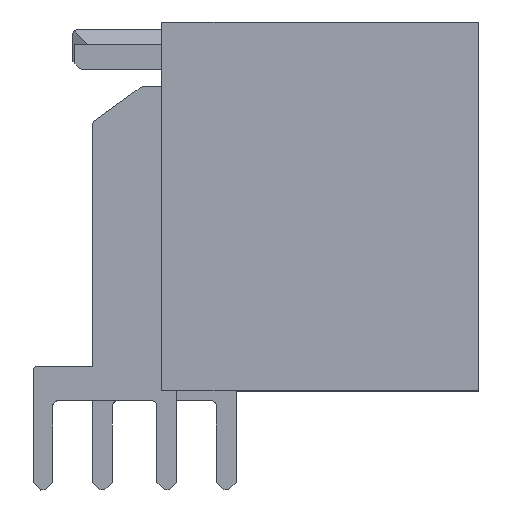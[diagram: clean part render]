
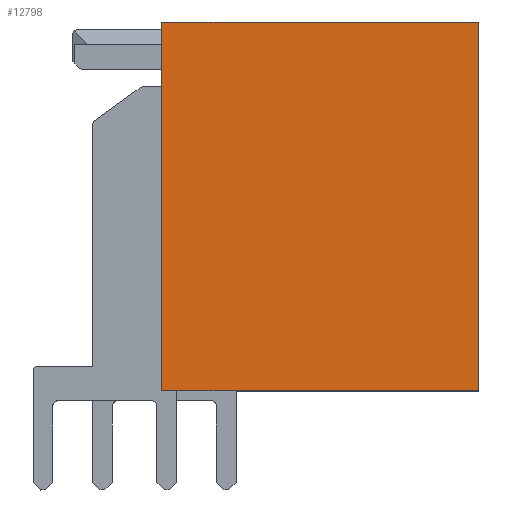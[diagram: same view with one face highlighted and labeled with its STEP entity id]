
A CAD part, front view. The second image highlights one B-rep face of the part: STEP entity #12798.
In plain terms, the highlighted planar face has unit normal (0, -1, 0).
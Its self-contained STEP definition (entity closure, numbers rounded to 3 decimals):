
#1225=ORIENTED_EDGE('',*,*,#4836,.F.);
#1226=ORIENTED_EDGE('',*,*,#4603,.F.);
#1227=ORIENTED_EDGE('',*,*,#4837,.F.);
#1228=ORIENTED_EDGE('',*,*,#4838,.F.);
#4603=EDGE_CURVE('',#6424,#6425,#7720,.T.);
#4836=EDGE_CURVE('',#6425,#6582,#7953,.T.);
#4837=EDGE_CURVE('',#6583,#6424,#7954,.T.);
#4838=EDGE_CURVE('',#6582,#6583,#7955,.T.);
#6424=VERTEX_POINT('',#18638);
#6425=VERTEX_POINT('',#18640);
#6582=VERTEX_POINT('',#19067);
#6583=VERTEX_POINT('',#19069);
#7720=LINE('',#18639,#9535);
#7953=LINE('',#19066,#9768);
#7954=LINE('',#19068,#9769);
#7955=LINE('',#19070,#9770);
#9535=VECTOR('',#14872,1000.);
#9768=VECTOR('',#15179,1000.);
#9769=VECTOR('',#15180,1000.);
#9770=VECTOR('',#15181,1000.);
#10856=EDGE_LOOP('',(#1225,#1226,#1227,#1228));
#11535=FACE_BOUND('',#10856,.T.);
#12194=PLANE('',#13494);
#12798=ADVANCED_FACE('',(#11535),#12194,.F.);
#13494=AXIS2_PLACEMENT_3D('',#19065,#15177,#15178);
#14872=DIRECTION('',(1.,0.,0.));
#15177=DIRECTION('',(0.,1.,0.));
#15178=DIRECTION('',(0.,0.,1.));
#15179=DIRECTION('',(0.,0.,-1.));
#15180=DIRECTION('',(0.,0.,1.));
#15181=DIRECTION('',(-1.,0.,0.));
#18638=CARTESIAN_POINT('',(-7.45,0.,6.4));
#18639=CARTESIAN_POINT('',(-7.45,0.,6.4));
#18640=CARTESIAN_POINT('',(7.45,0.,6.4));
#19065=CARTESIAN_POINT('',(0.,0.,0.));
#19066=CARTESIAN_POINT('',(7.45,0.,6.4));
#19067=CARTESIAN_POINT('',(7.45,0.,-6.4));
#19068=CARTESIAN_POINT('',(-7.45,0.,-6.4));
#19069=CARTESIAN_POINT('',(-7.45,0.,-6.4));
#19070=CARTESIAN_POINT('',(7.45,0.,-6.4));
